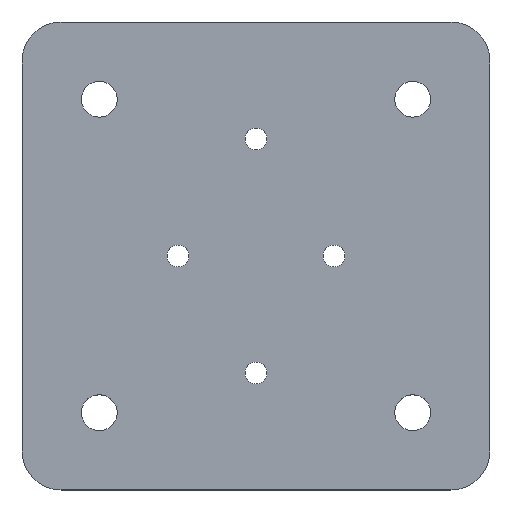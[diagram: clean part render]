
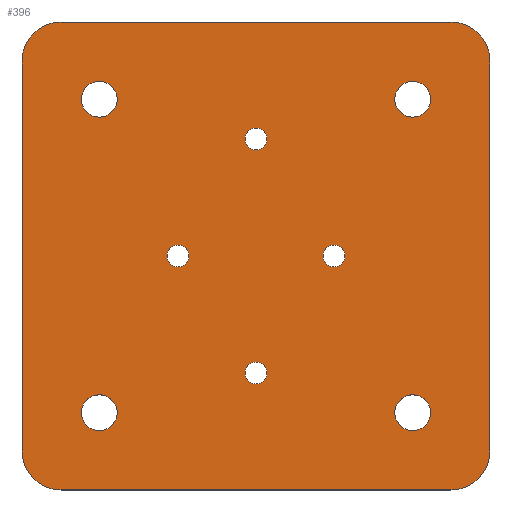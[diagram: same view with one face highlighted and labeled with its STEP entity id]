
A CAD part, top view. The second image highlights one B-rep face of the part: STEP entity #396.
In plain terms, the highlighted planar face has unit normal (0, 0, 1).
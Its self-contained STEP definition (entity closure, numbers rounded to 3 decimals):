
#58=FACE_BOUND('',#93,.T.);
#59=FACE_BOUND('',#94,.T.);
#60=FACE_BOUND('',#95,.T.);
#61=FACE_BOUND('',#96,.T.);
#62=FACE_BOUND('',#97,.T.);
#63=FACE_BOUND('',#98,.T.);
#64=FACE_BOUND('',#99,.T.);
#65=FACE_BOUND('',#100,.T.);
#74=FACE_OUTER_BOUND('',#92,.T.);
#92=EDGE_LOOP('',(#294,#295,#296,#297,#298,#299,#300,#301));
#93=EDGE_LOOP('',(#302));
#94=EDGE_LOOP('',(#303));
#95=EDGE_LOOP('',(#304));
#96=EDGE_LOOP('',(#305));
#97=EDGE_LOOP('',(#306));
#98=EDGE_LOOP('',(#307));
#99=EDGE_LOOP('',(#308));
#100=EDGE_LOOP('',(#309));
#126=LINE('',#640,#150);
#127=LINE('',#644,#151);
#128=LINE('',#648,#152);
#129=LINE('',#651,#153);
#150=VECTOR('',#498,10.);
#151=VECTOR('',#501,10.);
#152=VECTOR('',#504,10.);
#153=VECTOR('',#507,10.);
#174=CIRCLE('',#435,5.);
#175=CIRCLE('',#436,5.);
#176=CIRCLE('',#437,5.);
#177=CIRCLE('',#438,5.);
#178=CIRCLE('',#439,1.4);
#179=CIRCLE('',#440,1.4);
#180=CIRCLE('',#441,2.3);
#181=CIRCLE('',#442,2.3);
#182=CIRCLE('',#443,1.4);
#183=CIRCLE('',#444,1.4);
#184=CIRCLE('',#445,2.3);
#185=CIRCLE('',#446,2.3);
#214=VERTEX_POINT('',#636);
#215=VERTEX_POINT('',#637);
#216=VERTEX_POINT('',#639);
#217=VERTEX_POINT('',#641);
#218=VERTEX_POINT('',#643);
#219=VERTEX_POINT('',#645);
#220=VERTEX_POINT('',#647);
#221=VERTEX_POINT('',#649);
#222=VERTEX_POINT('',#652);
#223=VERTEX_POINT('',#654);
#224=VERTEX_POINT('',#656);
#225=VERTEX_POINT('',#658);
#226=VERTEX_POINT('',#660);
#227=VERTEX_POINT('',#662);
#228=VERTEX_POINT('',#664);
#229=VERTEX_POINT('',#666);
#246=EDGE_CURVE('',#214,#215,#174,.T.);
#247=EDGE_CURVE('',#215,#216,#126,.T.);
#248=EDGE_CURVE('',#216,#217,#175,.T.);
#249=EDGE_CURVE('',#217,#218,#127,.T.);
#250=EDGE_CURVE('',#218,#219,#176,.T.);
#251=EDGE_CURVE('',#219,#220,#128,.T.);
#252=EDGE_CURVE('',#220,#221,#177,.T.);
#253=EDGE_CURVE('',#221,#214,#129,.T.);
#254=EDGE_CURVE('',#222,#222,#178,.T.);
#255=EDGE_CURVE('',#223,#223,#179,.T.);
#256=EDGE_CURVE('',#224,#224,#180,.T.);
#257=EDGE_CURVE('',#225,#225,#181,.T.);
#258=EDGE_CURVE('',#226,#226,#182,.T.);
#259=EDGE_CURVE('',#227,#227,#183,.T.);
#260=EDGE_CURVE('',#228,#228,#184,.T.);
#261=EDGE_CURVE('',#229,#229,#185,.T.);
#294=ORIENTED_EDGE('',*,*,#246,.T.);
#295=ORIENTED_EDGE('',*,*,#247,.T.);
#296=ORIENTED_EDGE('',*,*,#248,.T.);
#297=ORIENTED_EDGE('',*,*,#249,.T.);
#298=ORIENTED_EDGE('',*,*,#250,.T.);
#299=ORIENTED_EDGE('',*,*,#251,.T.);
#300=ORIENTED_EDGE('',*,*,#252,.T.);
#301=ORIENTED_EDGE('',*,*,#253,.T.);
#302=ORIENTED_EDGE('',*,*,#254,.T.);
#303=ORIENTED_EDGE('',*,*,#255,.T.);
#304=ORIENTED_EDGE('',*,*,#256,.T.);
#305=ORIENTED_EDGE('',*,*,#257,.T.);
#306=ORIENTED_EDGE('',*,*,#258,.T.);
#307=ORIENTED_EDGE('',*,*,#259,.T.);
#308=ORIENTED_EDGE('',*,*,#260,.T.);
#309=ORIENTED_EDGE('',*,*,#261,.T.);
#390=PLANE('',#434);
#396=ADVANCED_FACE('',(#74,#58,#59,#60,#61,#62,#63,#64,#65),#390,.T.);
#434=AXIS2_PLACEMENT_3D('',#635,#494,#495);
#435=AXIS2_PLACEMENT_3D('',#638,#496,#497);
#436=AXIS2_PLACEMENT_3D('',#642,#499,#500);
#437=AXIS2_PLACEMENT_3D('',#646,#502,#503);
#438=AXIS2_PLACEMENT_3D('',#650,#505,#506);
#439=AXIS2_PLACEMENT_3D('',#653,#508,#509);
#440=AXIS2_PLACEMENT_3D('',#655,#510,#511);
#441=AXIS2_PLACEMENT_3D('',#657,#512,#513);
#442=AXIS2_PLACEMENT_3D('',#659,#514,#515);
#443=AXIS2_PLACEMENT_3D('',#661,#516,#517);
#444=AXIS2_PLACEMENT_3D('',#663,#518,#519);
#445=AXIS2_PLACEMENT_3D('',#665,#520,#521);
#446=AXIS2_PLACEMENT_3D('',#667,#522,#523);
#494=DIRECTION('center_axis',(0.,0.,1.));
#495=DIRECTION('ref_axis',(1.,0.,0.));
#496=DIRECTION('center_axis',(0.,0.,1.));
#497=DIRECTION('ref_axis',(1.,0.,0.));
#498=DIRECTION('',(-1.,0.,0.));
#499=DIRECTION('center_axis',(0.,0.,1.));
#500=DIRECTION('ref_axis',(0.,1.,0.));
#501=DIRECTION('',(0.,-1.,0.));
#502=DIRECTION('center_axis',(0.,0.,1.));
#503=DIRECTION('ref_axis',(-1.,0.,0.));
#504=DIRECTION('',(1.,0.,0.));
#505=DIRECTION('center_axis',(0.,0.,1.));
#506=DIRECTION('ref_axis',(0.,-1.,0.));
#507=DIRECTION('',(0.,1.,0.));
#508=DIRECTION('center_axis',(0.,0.,-1.));
#509=DIRECTION('ref_axis',(-1.,0.,0.));
#510=DIRECTION('center_axis',(0.,0.,-1.));
#511=DIRECTION('ref_axis',(-1.,0.,0.));
#512=DIRECTION('center_axis',(0.,0.,-1.));
#513=DIRECTION('ref_axis',(-1.,0.,0.));
#514=DIRECTION('center_axis',(0.,0.,-1.));
#515=DIRECTION('ref_axis',(-1.,0.,0.));
#516=DIRECTION('center_axis',(0.,0.,-1.));
#517=DIRECTION('ref_axis',(-1.,0.,0.));
#518=DIRECTION('center_axis',(0.,0.,-1.));
#519=DIRECTION('ref_axis',(-1.,0.,0.));
#520=DIRECTION('center_axis',(0.,0.,-1.));
#521=DIRECTION('ref_axis',(-1.,0.,0.));
#522=DIRECTION('center_axis',(0.,0.,-1.));
#523=DIRECTION('ref_axis',(-1.,0.,0.));
#635=CARTESIAN_POINT('Origin',(0.,0.,3.));
#636=CARTESIAN_POINT('',(30.,25.,3.));
#637=CARTESIAN_POINT('',(25.,30.,3.));
#638=CARTESIAN_POINT('Origin',(25.,25.,3.));
#639=CARTESIAN_POINT('',(-25.,30.,3.));
#640=CARTESIAN_POINT('',(25.,30.,3.));
#641=CARTESIAN_POINT('',(-30.,25.,3.));
#642=CARTESIAN_POINT('Origin',(-25.,25.,3.));
#643=CARTESIAN_POINT('',(-30.,-25.,3.));
#644=CARTESIAN_POINT('',(-30.,25.,3.));
#645=CARTESIAN_POINT('',(-25.,-30.,3.));
#646=CARTESIAN_POINT('Origin',(-25.,-25.,3.));
#647=CARTESIAN_POINT('',(25.,-30.,3.));
#648=CARTESIAN_POINT('',(-25.,-30.,3.));
#649=CARTESIAN_POINT('',(30.,-25.,3.));
#650=CARTESIAN_POINT('Origin',(25.,-25.,3.));
#651=CARTESIAN_POINT('',(30.,-25.,3.));
#652=CARTESIAN_POINT('',(11.4,0.,3.));
#653=CARTESIAN_POINT('Origin',(10.,0.,3.));
#654=CARTESIAN_POINT('',(-8.6,0.,3.));
#655=CARTESIAN_POINT('Origin',(-10.,0.,3.));
#656=CARTESIAN_POINT('',(-17.8,20.1,3.));
#657=CARTESIAN_POINT('Origin',(-20.1,20.1,3.));
#658=CARTESIAN_POINT('',(22.4,-20.1,3.));
#659=CARTESIAN_POINT('Origin',(20.1,-20.1,3.));
#660=CARTESIAN_POINT('',(1.4,-15.,3.));
#661=CARTESIAN_POINT('Origin',(0.,-15.,3.));
#662=CARTESIAN_POINT('',(1.4,15.,3.));
#663=CARTESIAN_POINT('Origin',(0.,15.,3.));
#664=CARTESIAN_POINT('',(-17.8,-20.1,3.));
#665=CARTESIAN_POINT('Origin',(-20.1,-20.1,3.));
#666=CARTESIAN_POINT('',(22.4,20.1,3.));
#667=CARTESIAN_POINT('Origin',(20.1,20.1,3.));
